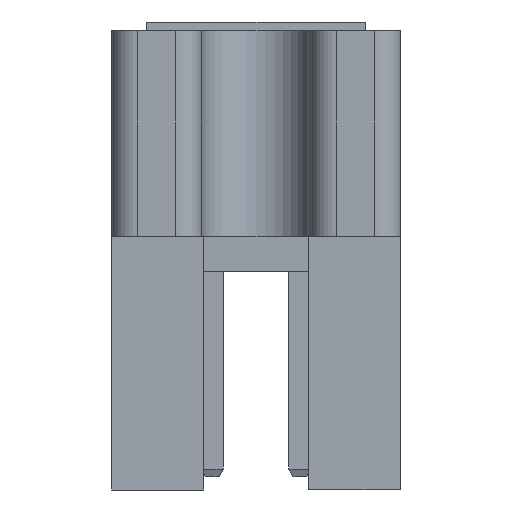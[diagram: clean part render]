
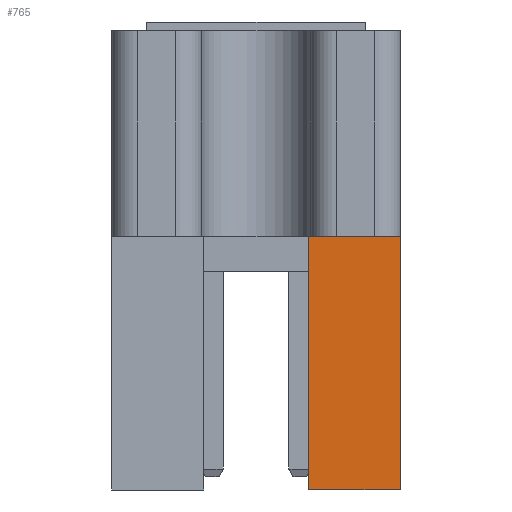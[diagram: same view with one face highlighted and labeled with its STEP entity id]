
A CAD part, left-side view. The second image highlights one B-rep face of the part: STEP entity #765.
In plain terms, the highlighted planar face has unit normal (-1, 0, 0).
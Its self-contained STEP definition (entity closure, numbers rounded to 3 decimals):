
#765=ADVANCED_FACE('',(#1661),#1258,.T.);
#1258=PLANE('',#10790);
#1661=FACE_OUTER_BOUND('',#2179,.T.);
#2179=EDGE_LOOP('',(#3409,#3410,#3411,#3412));
#3409=ORIENTED_EDGE('',*,*,#7076,.T.);
#3410=ORIENTED_EDGE('',*,*,#6692,.F.);
#3411=ORIENTED_EDGE('',*,*,#6602,.F.);
#3412=ORIENTED_EDGE('',*,*,#6635,.F.);
#5607=VERTEX_POINT('',#13952);
#5608=VERTEX_POINT('',#13954);
#5638=VERTEX_POINT('',#14021);
#5683=VERTEX_POINT('',#14133);
#6602=EDGE_CURVE('',#5607,#5608,#8125,.T.);
#6635=EDGE_CURVE('',#5638,#5607,#8151,.T.);
#6692=EDGE_CURVE('',#5608,#5683,#8200,.T.);
#7076=EDGE_CURVE('',#5638,#5683,#8566,.T.);
#8125=LINE('',#13953,#9350);
#8151=LINE('',#14022,#9376);
#8200=LINE('',#14132,#9425);
#8566=LINE('',#14901,#9791);
#9350=VECTOR('',#11304,1.);
#9376=VECTOR('',#11354,1.);
#9425=VECTOR('',#11437,1.);
#9791=VECTOR('',#12125,1.);
#10790=AXIS2_PLACEMENT_3D('',#14906,#12133,#12134);
#11304=DIRECTION('',(0.,-1.,0.));
#11354=DIRECTION('',(0.,0.,1.));
#11437=DIRECTION('',(0.,0.,-1.));
#12125=DIRECTION('',(0.,-1.,0.));
#12133=DIRECTION('',(-1.,0.,0.));
#12134=DIRECTION('',(0.,0.,1.));
#13952=CARTESIAN_POINT('',(-10.739,-1.524,-15.672));
#13953=CARTESIAN_POINT('',(-10.739,4.191,-15.672));
#13954=CARTESIAN_POINT('',(-10.739,-4.191,-15.672));
#14021=CARTESIAN_POINT('',(-10.739,-1.524,-23.038));
#14022=CARTESIAN_POINT('',(-10.739,-1.524,-16.688));
#14132=CARTESIAN_POINT('',(-10.739,-4.191,-23.038));
#14133=CARTESIAN_POINT('',(-10.739,-4.191,-23.038));
#14901=CARTESIAN_POINT('',(-10.739,4.191,-23.038));
#14906=CARTESIAN_POINT('',(-10.739,4.191,-15.672));
